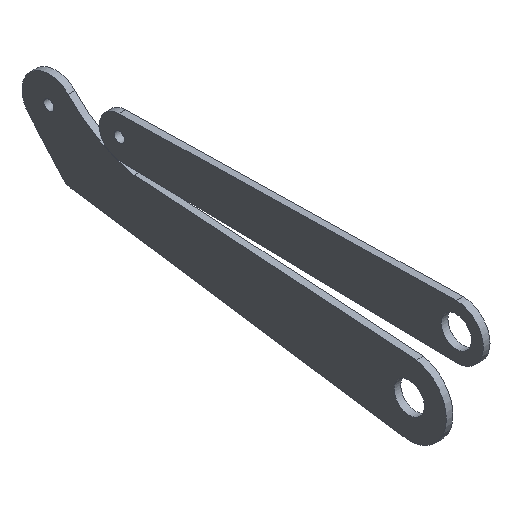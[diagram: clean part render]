
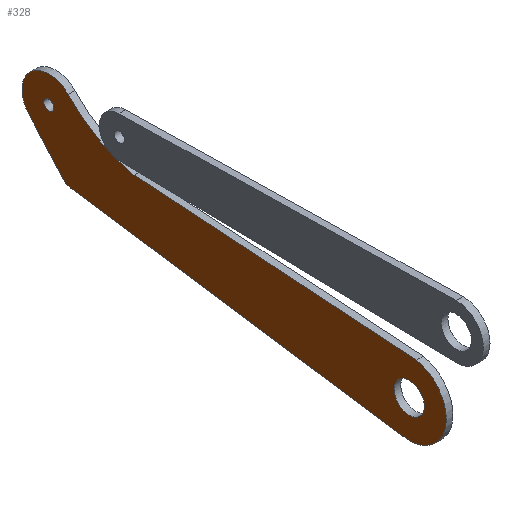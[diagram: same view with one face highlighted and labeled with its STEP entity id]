
A CAD part, isometric view. The second image highlights one B-rep face of the part: STEP entity #328.
In plain terms, the highlighted planar face has unit normal (-1, 0, 0).
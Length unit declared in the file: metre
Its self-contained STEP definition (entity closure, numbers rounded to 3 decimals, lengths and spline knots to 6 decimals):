
#22=CIRCLE('',#372,0.118534);
#24=CIRCLE('',#376,0.034925);
#26=CIRCLE('',#380,0.0127);
#28=CIRCLE('',#384,0.0254);
#31=CIRCLE('',#388,0.004763);
#33=CIRCLE('',#391,0.0143);
#117=ORIENTED_EDGE('',*,*,#164,.T.);
#118=ORIENTED_EDGE('',*,*,#142,.T.);
#119=ORIENTED_EDGE('',*,*,#161,.F.);
#120=ORIENTED_EDGE('',*,*,#158,.T.);
#121=ORIENTED_EDGE('',*,*,#155,.F.);
#122=ORIENTED_EDGE('',*,*,#152,.F.);
#123=ORIENTED_EDGE('',*,*,#149,.F.);
#124=ORIENTED_EDGE('',*,*,#146,.T.);
#125=ORIENTED_EDGE('',*,*,#166,.T.);
#142=EDGE_CURVE('',#179,#180,#22,.T.);
#146=EDGE_CURVE('',#183,#179,#207,.T.);
#149=EDGE_CURVE('',#183,#185,#24,.T.);
#152=EDGE_CURVE('',#185,#187,#211,.T.);
#155=EDGE_CURVE('',#187,#189,#26,.T.);
#158=EDGE_CURVE('',#191,#189,#215,.T.);
#161=EDGE_CURVE('',#191,#180,#28,.T.);
#164=EDGE_CURVE('',#194,#194,#31,.T.);
#166=EDGE_CURVE('',#196,#196,#33,.T.);
#179=VERTEX_POINT('',#537);
#180=VERTEX_POINT('',#538);
#183=VERTEX_POINT('',#546);
#185=VERTEX_POINT('',#552);
#187=VERTEX_POINT('',#558);
#189=VERTEX_POINT('',#564);
#191=VERTEX_POINT('',#570);
#194=VERTEX_POINT('',#581);
#196=VERTEX_POINT('',#586);
#207=LINE('',#545,#228);
#211=LINE('',#557,#232);
#215=LINE('',#569,#236);
#228=VECTOR('',#448,1.);
#232=VECTOR('',#460,1.);
#236=VECTOR('',#472,1.);
#267=EDGE_LOOP('',(#117));
#268=EDGE_LOOP('',(#118,#119,#120,#121,#122,#123,#124));
#269=EDGE_LOOP('',(#125));
#298=FACE_BOUND('',#267,.T.);
#299=FACE_BOUND('',#268,.T.);
#300=FACE_BOUND('',#269,.T.);
#309=PLANE('',#393);
#328=ADVANCED_FACE('',(#298,#299,#300),#309,.F.);
#372=AXIS2_PLACEMENT_3D('',#536,#440,#441);
#376=AXIS2_PLACEMENT_3D('',#551,#453,#454);
#380=AXIS2_PLACEMENT_3D('',#563,#465,#466);
#384=AXIS2_PLACEMENT_3D('',#575,#477,#478);
#388=AXIS2_PLACEMENT_3D('',#580,#485,#486);
#391=AXIS2_PLACEMENT_3D('',#585,#491,#492);
#393=AXIS2_PLACEMENT_3D('',#588,#495,#496);
#440=DIRECTION('',(1.,0.,0.));
#441=DIRECTION('',(0.,-1.,0.));
#448=DIRECTION('',(0.,0.998,0.067));
#453=DIRECTION('',(1.,0.,0.));
#454=DIRECTION('',(0.,-1.,0.));
#460=DIRECTION('',(0.,0.989,0.145));
#465=DIRECTION('',(1.,0.,0.));
#466=DIRECTION('',(0.,-1.,0.));
#472=DIRECTION('',(0.,-0.66,-0.751));
#477=DIRECTION('',(1.,0.,0.));
#478=DIRECTION('',(0.,-1.,0.));
#485=DIRECTION('',(1.,0.,0.));
#486=DIRECTION('',(0.,-1.,0.));
#491=DIRECTION('',(1.,0.,0.));
#492=DIRECTION('',(0.,-1.,0.));
#495=DIRECTION('',(1.,0.,0.));
#496=DIRECTION('',(0.,0.,-1.));
#536=CARTESIAN_POINT('',(0.,0.406962,0.091906));
#537=CARTESIAN_POINT('',(0.,0.431188,-0.024126));
#538=CARTESIAN_POINT('',(0.,0.493379,0.010774));
#545=CARTESIAN_POINT('',(0.,0.302489,-0.03274));
#546=CARTESIAN_POINT('',(0.,0.164488,-0.041976));
#551=CARTESIAN_POINT('',(0.,0.17145,-0.0762));
#552=CARTESIAN_POINT('',(0.,0.178412,-0.110424));
#557=CARTESIAN_POINT('',(0.,0.334526,-0.087552));
#558=CARTESIAN_POINT('',(0.,0.49064,-0.064679));
#563=CARTESIAN_POINT('',(0.,0.488799,-0.052113));
#564=CARTESIAN_POINT('',(0.,0.49834,-0.060495));
#569=CARTESIAN_POINT('',(0.,0.514459,-0.042144));
#570=CARTESIAN_POINT('',(0.,0.530577,-0.023794));
#575=CARTESIAN_POINT('',(0.,0.511494,-0.007032));
#580=CARTESIAN_POINT('',(0.,0.511494,-0.007032));
#581=CARTESIAN_POINT('',(0.,0.506731,-0.007032));
#585=CARTESIAN_POINT('',(0.,0.17145,-0.0762));
#586=CARTESIAN_POINT('',(0.,0.15715,-0.0762));
#588=CARTESIAN_POINT('',(0.,0.319247,-0.042863));
